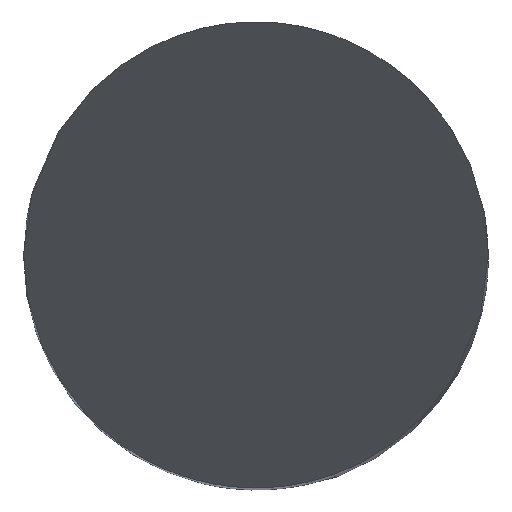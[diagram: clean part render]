
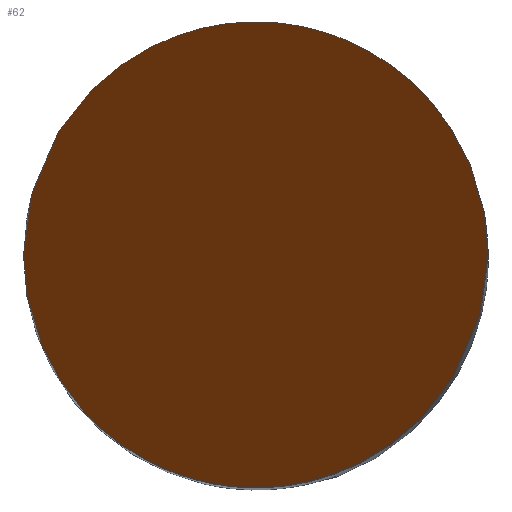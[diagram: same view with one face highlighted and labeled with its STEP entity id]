
A CAD part, top view. The second image highlights one B-rep face of the part: STEP entity #62.
In plain terms, the highlighted planar face has unit normal (0, -0.866, 0.5).
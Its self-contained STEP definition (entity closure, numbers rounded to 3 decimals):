
#45=PLANE('',#507);
#62=ADVANCED_FACE('',(#95),#45,.F.);
#95=FACE_OUTER_BOUND('',#120,.T.);
#120=EDGE_LOOP('',(#217,#218));
#217=ORIENTED_EDGE('',*,*,#380,.F.);
#218=ORIENTED_EDGE('',*,*,#381,.F.);
#337=VERTEX_POINT('',#756);
#338=VERTEX_POINT('',#757);
#380=EDGE_CURVE('',#337,#338,#451,.T.);
#381=EDGE_CURVE('',#338,#337,#452,.T.);
#451=(
BOUNDED_CURVE()
B_SPLINE_CURVE(3,(#752,#753,#754,#755),.UNSPECIFIED.,.F.,.F.)
B_SPLINE_CURVE_WITH_KNOTS((4,4),(0.,1.),.UNSPECIFIED.)
CURVE()
GEOMETRIC_REPRESENTATION_ITEM()
RATIONAL_B_SPLINE_CURVE((1.,0.333,0.333,1.))
REPRESENTATION_ITEM('')
);
#452=(
BOUNDED_CURVE()
B_SPLINE_CURVE(3,(#758,#759,#760,#761),.UNSPECIFIED.,.F.,.F.)
B_SPLINE_CURVE_WITH_KNOTS((4,4),(0.,1.),.UNSPECIFIED.)
CURVE()
GEOMETRIC_REPRESENTATION_ITEM()
RATIONAL_B_SPLINE_CURVE((1.,0.333,0.333,1.))
REPRESENTATION_ITEM('')
);
#507=AXIS2_PLACEMENT_3D('',#762,#555,#556);
#555=DIRECTION('',(0.,0.866,-0.5));
#556=DIRECTION('',(0.,-0.5,-0.866));
#752=CARTESIAN_POINT('',(3.,0.,0.));
#753=CARTESIAN_POINT('',(3.,-6.,-10.392));
#754=CARTESIAN_POINT('',(-3.,-6.,-10.392));
#755=CARTESIAN_POINT('',(-3.,0.,0.));
#756=CARTESIAN_POINT('',(3.,0.,0.));
#757=CARTESIAN_POINT('',(-3.,0.,0.));
#758=CARTESIAN_POINT('',(-3.,0.,0.));
#759=CARTESIAN_POINT('',(-3.,6.,10.392));
#760=CARTESIAN_POINT('',(3.,6.,10.392));
#761=CARTESIAN_POINT('',(3.,0.,0.));
#762=CARTESIAN_POINT('',(3.,3.,5.196));
